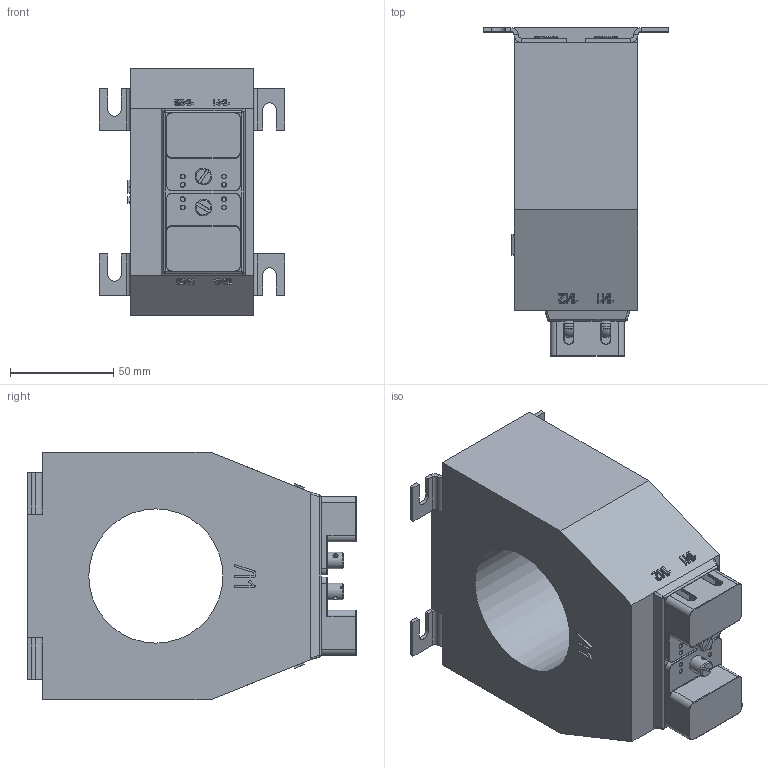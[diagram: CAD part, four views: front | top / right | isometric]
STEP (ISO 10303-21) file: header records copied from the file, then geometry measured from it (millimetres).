
FILE_DESCRIPTION(('STEP AP242'), '1');
FILE_NAME('ﾒﾘ-ﾝﾊ ﾌ5 60', '', ('UNSPECIFIED'), ('UNSPECIFIED'), 'ASCON STEP Converter 1.6', 'ASCON Math Kernel', '');
FILE_SCHEMA(('AP242_MANAGED_MODEL_BASED_3D_ENGINEERING_MIM_LF { 1 0 10303 442 1 1 4 }'));
Length unit declared in the file: millimetre
Assembly tree (30 placements, depth 3):
  (unnamed)
    (unnamed)
    (unnamed)  x2
    (unnamed)  x4
      (unnamed)
      (unnamed)
      (unnamed)
    (unnamed)  x2
    (unnamed)  x2
    (unnamed)  x4
    (unnamed)  x8
    (unnamed)  x4
Bounding box: 90 x 159 x 120 mm (x, y, z)
Volume: 742092.7 mm3; surface area: 103629.9 mm2
Topology: 35 solids, 35 shells, 1598 faces, 3964 edges, 2474 vertices
Faces by surface type: plane 739, cylinder 713, torus 88, cone 46, bspline 8, sphere 4
Full cylindrical faces by diameter (mm): 2 x8, 2.5 x2, 4.134 x2, 4.917 x8, 5 x4, 5.5 x2, 6 x8, 6.4 x4, 6.8 x2, 8 x2, 10 x28, 11.16 x4, 12 x4, 65 x1
Entity records: 38677 total; most frequent: CARTESIAN_POINT 5796, DIRECTION 5499, ORIENTED_EDGE 4906, EDGE_CURVE 2453, AXIS2_PLACEMENT_3D 2118, VERTEX_POINT 1620, LINE 1263, VECTOR 1263
